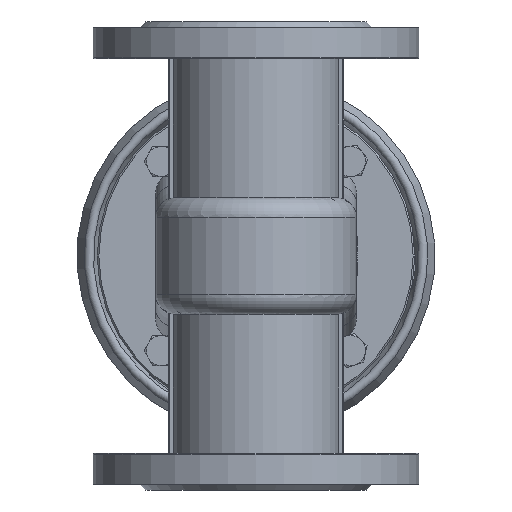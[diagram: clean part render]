
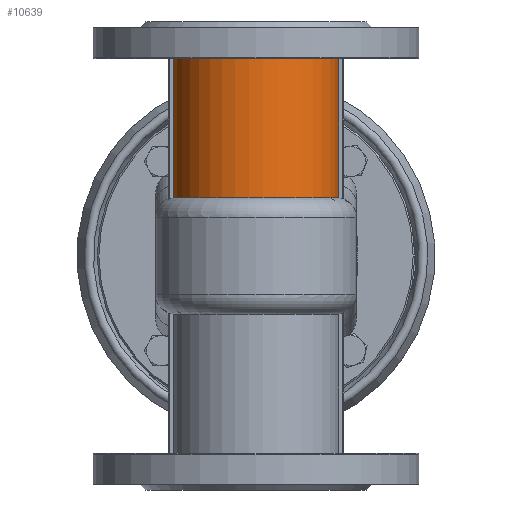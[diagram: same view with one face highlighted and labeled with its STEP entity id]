
A CAD part, front view. The second image highlights one B-rep face of the part: STEP entity #10639.
In plain terms, the highlighted cylindrical face has radius 50 mm (diameter 100 mm), a partial arc.
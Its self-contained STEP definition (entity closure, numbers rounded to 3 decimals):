
#660=CYLINDRICAL_SURFACE('',#11745,50.);
#1396=FACE_OUTER_BOUND('',#2070,.T.);
#2070=EDGE_LOOP('',(#8504,#8505,#8506,#8507,#8508,#8509,#8510,#8511));
#2743=LINE('',#17898,#3380);
#2745=LINE('',#17902,#3382);
#2790=LINE('',#18276,#3427);
#2792=LINE('',#18278,#3429);
#2804=LINE('',#18323,#3441);
#2805=LINE('',#18325,#3442);
#3380=VECTOR('',#13874,10.);
#3382=VECTOR('',#13876,10.);
#3427=VECTOR('',#14035,10.);
#3429=VECTOR('',#14037,10.);
#3441=VECTOR('',#14097,10.);
#3442=VECTOR('',#14100,10.);
#3934=CIRCLE('',#11703,50.);
#3949=CIRCLE('',#11740,50.);
#4706=VERTEX_POINT('',#17890);
#4707=VERTEX_POINT('',#17897);
#4708=VERTEX_POINT('',#17899);
#4709=VERTEX_POINT('',#17901);
#4751=VERTEX_POINT('',#18226);
#4756=VERTEX_POINT('',#18254);
#4760=VERTEX_POINT('',#18273);
#4761=VERTEX_POINT('',#18275);
#5955=EDGE_CURVE('',#4707,#4706,#2743,.T.);
#5957=EDGE_CURVE('',#4709,#4708,#2745,.T.);
#6022=EDGE_CURVE('',#4751,#4706,#3934,.T.);
#6043=EDGE_CURVE('',#4760,#4761,#2790,.T.);
#6045=EDGE_CURVE('',#4756,#4751,#2792,.T.);
#6063=EDGE_CURVE('',#4760,#4709,#3949,.T.);
#6068=EDGE_CURVE('',#4761,#4756,#2804,.T.);
#6069=EDGE_CURVE('',#4708,#4707,#2805,.T.);
#8504=ORIENTED_EDGE('',*,*,#5955,.T.);
#8505=ORIENTED_EDGE('',*,*,#6022,.F.);
#8506=ORIENTED_EDGE('',*,*,#6045,.F.);
#8507=ORIENTED_EDGE('',*,*,#6068,.F.);
#8508=ORIENTED_EDGE('',*,*,#6043,.F.);
#8509=ORIENTED_EDGE('',*,*,#6063,.T.);
#8510=ORIENTED_EDGE('',*,*,#5957,.T.);
#8511=ORIENTED_EDGE('',*,*,#6069,.T.);
#10639=ADVANCED_FACE('',(#1396),#660,.T.);
#11703=AXIS2_PLACEMENT_3D('',#18233,#13984,#13985);
#11740=AXIS2_PLACEMENT_3D('',#18314,#14084,#14085);
#11745=AXIS2_PLACEMENT_3D('',#18324,#14098,#14099);
#13874=DIRECTION('',(0.,0.,-1.));
#13876=DIRECTION('',(0.,0.,-1.));
#13984=DIRECTION('center_axis',(0.,0.,-1.));
#13985=DIRECTION('ref_axis',(1.,0.,0.));
#14035=DIRECTION('',(0.,0.,-1.));
#14037=DIRECTION('',(0.,0.,-1.));
#14084=DIRECTION('center_axis',(0.,0.,-1.));
#14085=DIRECTION('ref_axis',(1.,0.,0.));
#14097=DIRECTION('',(0.,0.,-1.));
#14098=DIRECTION('center_axis',(0.,0.,1.));
#14099=DIRECTION('ref_axis',(1.,0.,0.));
#14100=DIRECTION('',(0.,0.,-1.));
#17890=CARTESIAN_POINT('',(-49.434,-7.5,139.832));
#17897=CARTESIAN_POINT('',(-49.434,-7.5,140.));
#17898=CARTESIAN_POINT('',(-49.434,-7.5,190.));
#17899=CARTESIAN_POINT('',(-49.434,-7.5,190.));
#17901=CARTESIAN_POINT('',(-49.434,-7.5,223.));
#17902=CARTESIAN_POINT('',(-49.434,-7.5,190.));
#18226=CARTESIAN_POINT('',(49.434,-7.5,139.832));
#18233=CARTESIAN_POINT('Origin',(0.,0.,139.832));
#18254=CARTESIAN_POINT('',(49.434,-7.5,140.));
#18273=CARTESIAN_POINT('',(49.434,-7.5,223.));
#18275=CARTESIAN_POINT('',(49.434,-7.5,190.));
#18276=CARTESIAN_POINT('',(49.434,-7.5,190.));
#18278=CARTESIAN_POINT('',(49.434,-7.5,190.));
#18314=CARTESIAN_POINT('Origin',(0.,0.,223.));
#18323=CARTESIAN_POINT('',(49.434,-7.5,190.));
#18324=CARTESIAN_POINT('Origin',(0.,0.,190.));
#18325=CARTESIAN_POINT('',(-49.434,-7.5,190.));
